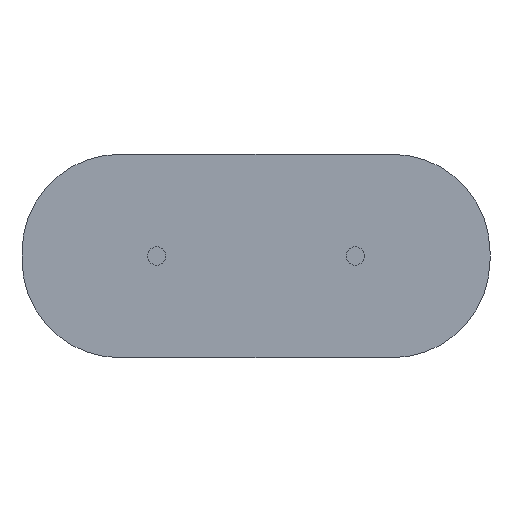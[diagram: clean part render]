
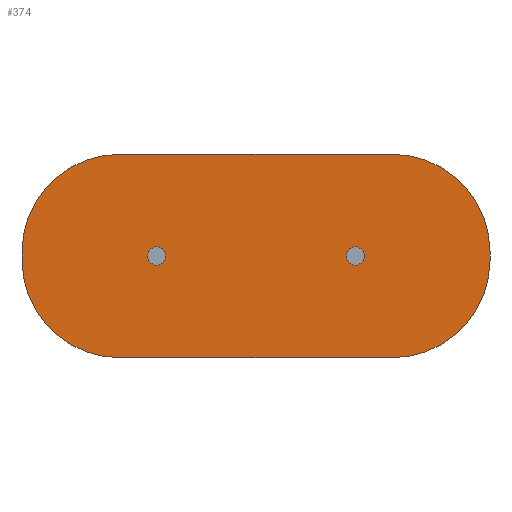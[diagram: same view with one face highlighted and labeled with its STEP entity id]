
A CAD part, front view. The second image highlights one B-rep face of the part: STEP entity #374.
In plain terms, the highlighted planar face has unit normal (0, -1, 0).
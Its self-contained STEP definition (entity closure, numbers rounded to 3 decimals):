
#28=PLANE('',#433);
#48=LINE('',#632,#76);
#54=LINE('',#647,#82);
#57=LINE('',#656,#85);
#58=LINE('',#658,#86);
#76=VECTOR('',#511,10.);
#82=VECTOR('',#527,10.);
#85=VECTOR('',#540,10.);
#86=VECTOR('',#543,10.);
#117=FACE_OUTER_BOUND('',#143,.T.);
#143=EDGE_LOOP('',(#334,#335,#336,#337,#338,#339,#340,#341));
#160=CIRCLE('',#415,2.4);
#165=CIRCLE('',#423,2.4);
#166=CIRCLE('',#425,2.4);
#167=CIRCLE('',#428,2.4);
#185=VERTEX_POINT('',#608);
#186=VERTEX_POINT('',#610);
#194=VERTEX_POINT('',#631);
#195=VERTEX_POINT('',#635);
#196=VERTEX_POINT('',#639);
#197=VERTEX_POINT('',#641);
#198=VERTEX_POINT('',#645);
#199=VERTEX_POINT('',#649);
#223=EDGE_CURVE('',#185,#186,#160,.T.);
#234=EDGE_CURVE('',#194,#186,#48,.T.);
#236=EDGE_CURVE('',#194,#195,#165,.T.);
#239=EDGE_CURVE('',#196,#197,#166,.T.);
#242=EDGE_CURVE('',#196,#198,#54,.T.);
#244=EDGE_CURVE('',#199,#198,#167,.T.);
#246=EDGE_CURVE('',#199,#195,#57,.T.);
#247=EDGE_CURVE('',#185,#197,#58,.T.);
#334=ORIENTED_EDGE('',*,*,#223,.F.);
#335=ORIENTED_EDGE('',*,*,#247,.T.);
#336=ORIENTED_EDGE('',*,*,#239,.F.);
#337=ORIENTED_EDGE('',*,*,#242,.T.);
#338=ORIENTED_EDGE('',*,*,#244,.F.);
#339=ORIENTED_EDGE('',*,*,#246,.T.);
#340=ORIENTED_EDGE('',*,*,#236,.F.);
#341=ORIENTED_EDGE('',*,*,#234,.T.);
#374=ADVANCED_FACE('',(#117),#28,.F.);
#415=AXIS2_PLACEMENT_3D('',#611,#491,#492);
#423=AXIS2_PLACEMENT_3D('',#636,#515,#516);
#425=AXIS2_PLACEMENT_3D('',#642,#521,#522);
#428=AXIS2_PLACEMENT_3D('',#651,#531,#532);
#433=AXIS2_PLACEMENT_3D('',#659,#544,#545);
#491=DIRECTION('center_axis',(0.,1.,0.));
#492=DIRECTION('ref_axis',(0.707,0.,0.707));
#511=DIRECTION('',(0.,0.,1.));
#515=DIRECTION('center_axis',(0.,1.,0.));
#516=DIRECTION('ref_axis',(0.707,0.,-0.707));
#521=DIRECTION('center_axis',(0.,1.,0.));
#522=DIRECTION('ref_axis',(-0.707,0.,0.707));
#527=DIRECTION('',(0.,0.,-1.));
#531=DIRECTION('center_axis',(0.,1.,0.));
#532=DIRECTION('ref_axis',(-0.707,0.,-0.707));
#540=DIRECTION('',(1.,0.,0.));
#543=DIRECTION('',(-1.,0.,0.));
#544=DIRECTION('center_axis',(0.,1.,0.));
#545=DIRECTION('ref_axis',(1.,0.,0.));
#608=CARTESIAN_POINT('',(3.35,0.,2.5));
#610=CARTESIAN_POINT('',(5.75,0.,0.1));
#611=CARTESIAN_POINT('Origin',(3.35,0.,0.1));
#631=CARTESIAN_POINT('',(5.75,0.,-0.1));
#632=CARTESIAN_POINT('',(5.75,0.,-2.5));
#635=CARTESIAN_POINT('',(3.35,0.,-2.5));
#636=CARTESIAN_POINT('Origin',(3.35,0.,-0.1));
#639=CARTESIAN_POINT('',(-5.75,0.,0.1));
#641=CARTESIAN_POINT('',(-3.35,0.,2.5));
#642=CARTESIAN_POINT('Origin',(-3.35,0.,0.1));
#645=CARTESIAN_POINT('',(-5.75,0.,-0.1));
#647=CARTESIAN_POINT('',(-5.75,0.,2.5));
#649=CARTESIAN_POINT('',(-3.35,0.,-2.5));
#651=CARTESIAN_POINT('Origin',(-3.35,0.,-0.1));
#656=CARTESIAN_POINT('',(0.,0.,-2.5));
#658=CARTESIAN_POINT('',(5.75,0.,2.5));
#659=CARTESIAN_POINT('Origin',(0.,0.,0.));
